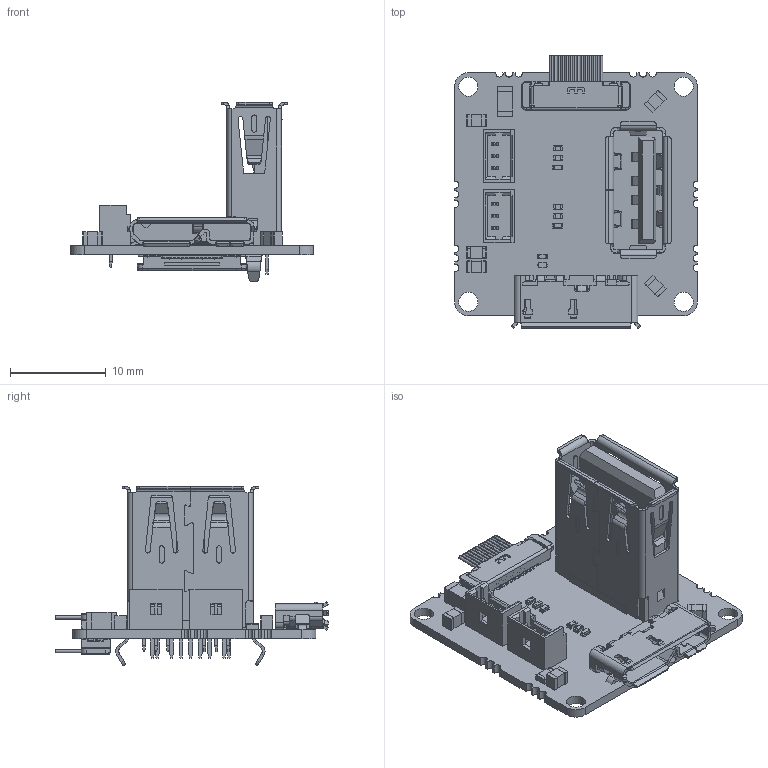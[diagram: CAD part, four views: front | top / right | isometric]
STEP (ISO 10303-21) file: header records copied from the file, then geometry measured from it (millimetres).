
FILE_DESCRIPTION(('Open CASCADE Model'),'2;1');
FILE_NAME('Open CASCADE Shape Model','2023-08-07T22:21:12',('Author'),( 'Open CASCADE'),'Open CASCADE STEP processor 7.5','Open CASCADE 7.5' ,'Unknown');
FILE_SCHEMA(('AUTOMOTIVE_DESIGN { 1 0 10303 214 1 1 1 1 }'));
Length unit declared in the file: millimetre
Products named in the file (40): PCB; Board; Open CASCADE STEP translator 7.5 2.1.1; J6; 20374-R14E-31--3DModel-STEP-231308; 20380-014T-03C PLUG CABLE ASSY STEP R7R2 ALL; J5; 484080003; Open CASCADE STEP translator 7.5 2.3.1.1; Open CASCADE STEP translator 7.5 2.3.1.2; R5; User Library-CR2012-0805; C6; c-1206-h180; C5; C-0804-H145; C4; C3; C2; R4; User Library-0402CRCW; R2; D3; User Library-led_0402R; D2; R1; R3; J3; 530470360; D1; 5361665984; Extruded; 5361665824; C1; 0402-H050; J1; ZX360D-B-10P; J4; J2
Assembly tree (50 placements, depth 4):
  PCB
    Board
      Open CASCADE STEP translator 7.5 2.1.1
    J6
      20374-R14E-31--3DModel-STEP-231308
      20380-014T-03C PLUG CABLE ASSY STEP R7R2 ALL
    J5
      484080003
        Open CASCADE STEP translator 7.5 2.3.1.1
        Open CASCADE STEP translator 7.5 2.3.1.2
    R5
      User Library-CR2012-0805
    C6
      c-1206-h180
    C5
      C-0804-H145
    C4
      C-0804-H145
    C3
      C-0804-H145
    C2
      C-0804-H145
    R4
      User Library-0402CRCW
    R2
      User Library-0402CRCW
    D3
      User Library-led_0402R
    D2
      User Library-led_0402R
    R1
      User Library-0402CRCW
    R3
      User Library-0402CRCW
    J3
      530470360
    D1
      5361665984
        Extruded
      5361665824  x2
        Extruded
    C1
      0402-H050
    J1
      ZX360D-B-10P
    J4
      20380-014T-03C PLUG CABLE ASSY STEP R7R2 ALL
      20374-R14E-31--3DModel-STEP-231308
    J2
      530470360
Bounding box: 25.4 x 28.57 x 18.8 mm (x, y, z)
Volume: 1539.4 mm3; surface area: 4437.3 mm2
Topology: 56 solids, 56 shells, 4852 faces, 13226 edges, 8382 vertices
Faces by surface type: plane 3020, cylinder 1378, sphere 138, revolution 112, cone 92, bspline 76, torus 36
Full cylindrical faces by diameter (mm): 2 x4
Entity records: 103292 total; most frequent: CARTESIAN_POINT 22784, ORIENTED_EDGE 16492, DIRECTION 16034, EDGE_CURVE 8246, LINE 5788, VECTOR 5788, VERTEX_POINT 5272, AXIS2_PLACEMENT_3D 5095
